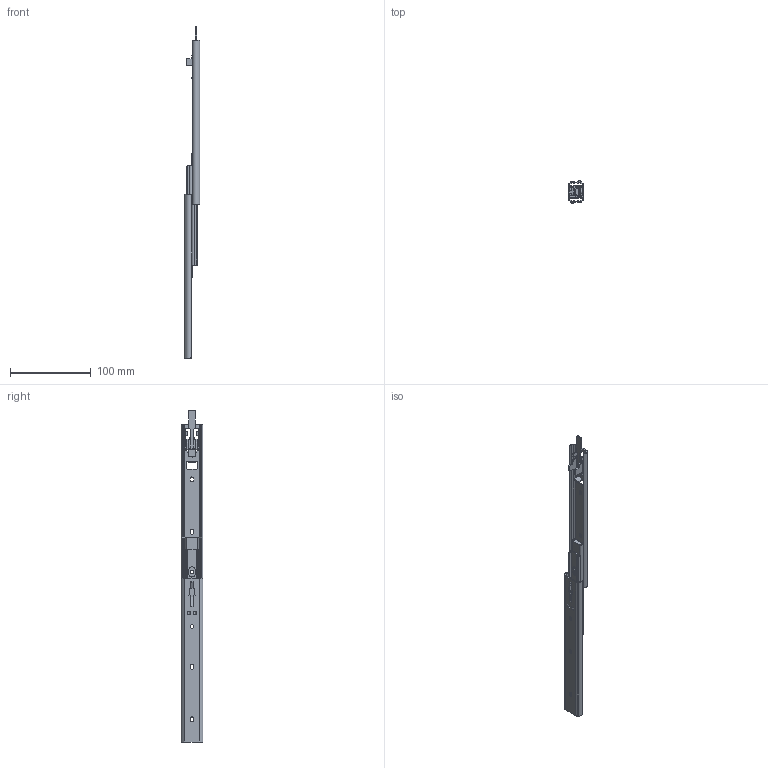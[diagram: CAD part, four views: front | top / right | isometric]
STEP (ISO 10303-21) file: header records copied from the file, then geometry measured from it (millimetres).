
FILE_DESCRIPTION (( 'STEP AP203' ), '1' );
FILE_NAME ('2731CL-8.STEP', '2021-01-25T04:27:33', ( '' ), ( '' ), 'SwSTEP 2.0', 'SolidWorks 2019', '' );
FILE_SCHEMA (( 'CONFIG_CONTROL_DESIGN' ));
Length unit declared in the file: millimetre
Products named in the file (7): OM-A2731CL-8; PN259 ピン（カシメ代無し）; PN257　レバー; PN258 ロック; IM-2731CL-8; 2731CL-8; OM-B 2731CL-8
Assembly tree (7 placements, depth 2):
  2731CL-8
    OM-A2731CL-8
    IM-2731CL-8  x2
    OM-B 2731CL-8
    PN258 ロック
    PN257　レバー
    PN259 ピン（カシメ代無し）
Bounding box: 19.1 x 27 x 411.8 mm (x, y, z)
Volume: 34554 mm3; surface area: 48848.5 mm2
Topology: 7 solids, 7 shells, 413 faces, 1158 edges, 750 vertices
Faces by surface type: plane 195, cylinder 194, torus 24
Entity records: 12674 total; most frequent: CARTESIAN_POINT 2275, DIRECTION 2065, ORIENTED_EDGE 2034, EDGE_CURVE 1017, AXIS2_PLACEMENT_3D 722, VERTEX_POINT 656, VECTOR 621, LINE 621
